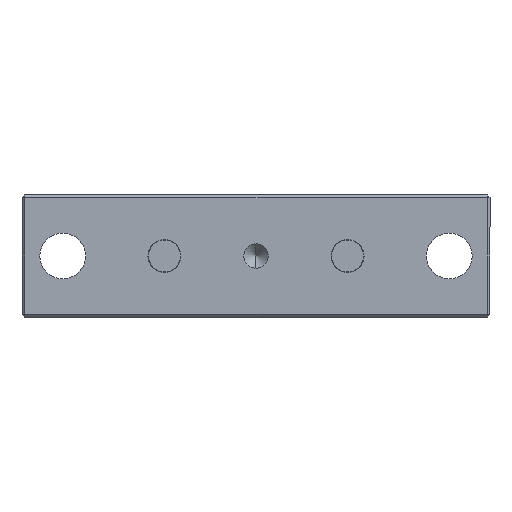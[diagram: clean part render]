
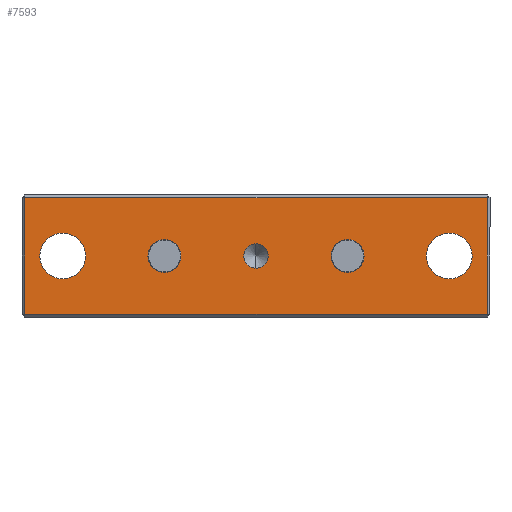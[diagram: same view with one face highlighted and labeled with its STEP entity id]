
A CAD part, front view. The second image highlights one B-rep face of the part: STEP entity #7593.
In plain terms, the highlighted planar face has unit normal (0, -1, 0).
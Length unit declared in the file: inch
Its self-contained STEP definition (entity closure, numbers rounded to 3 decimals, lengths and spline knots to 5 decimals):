
#84 = EDGE_LOOP ( 'NONE', ( #2199, #1900 ) ) ;
#90 = VECTOR ( 'NONE', #3902, 39.37008 ) ;
#109 = CARTESIAN_POINT ( 'NONE',  ( 0.74803, -0.55118, 0. ) ) ;
#123 = VERTEX_POINT ( 'NONE', #1989 ) ;
#209 = DIRECTION ( 'NONE',  ( -1., 0., 0. ) ) ;
#373 = DIRECTION ( 'NONE',  ( 0., 1., 0. ) ) ;
#389 = CIRCLE ( 'NONE', #6515, 0.0885 ) ;
#415 = ORIENTED_EDGE ( 'NONE', *, *, #5054, .T. ) ;
#470 = CARTESIAN_POINT ( 'NONE',  ( -0.74803, -0.55118, 0. ) ) ;
#530 = AXIS2_PLACEMENT_3D ( 'NONE', #3624, #8476, #4329 ) ;
#585 = EDGE_CURVE ( 'NONE', #4843, #7770, #1314, .T. ) ;
#806 = DIRECTION ( 'NONE',  ( -1., 0., 0. ) ) ;
#812 = EDGE_CURVE ( 'NONE', #4970, #1303, #2051, .T. ) ;
#821 = EDGE_LOOP ( 'NONE', ( #2011, #415 ) ) ;
#855 = AXIS2_PLACEMENT_3D ( 'NONE', #3520, #8368, #4228 ) ;
#882 = EDGE_CURVE ( 'NONE', #8191, #5036, #389, .T. ) ;
#934 = AXIS2_PLACEMENT_3D ( 'NONE', #8514, #4366, #209 ) ;
#979 = ORIENTED_EDGE ( 'NONE', *, *, #585, .T. ) ;
#1026 = CARTESIAN_POINT ( 'NONE',  ( 0.90551, -0.55118, 0. ) ) ;
#1131 = AXIS2_PLACEMENT_3D ( 'NONE', #4530, #373, #5217 ) ;
#1174 = DIRECTION ( 'NONE',  ( -1., 0., 0. ) ) ;
#1210 = FACE_BOUND ( 'NONE', #4310, .T. ) ;
#1303 = VERTEX_POINT ( 'NONE', #5925 ) ;
#1314 = CIRCLE ( 'NONE', #5933, 0.0885 ) ;
#1413 = FACE_BOUND ( 'NONE', #821, .T. ) ;
#1490 = DIRECTION ( 'NONE',  ( 0., 1., 0. ) ) ;
#1583 = VERTEX_POINT ( 'NONE', #6298 ) ;
#1720 = ORIENTED_EDGE ( 'NONE', *, *, #8254, .T. ) ;
#1723 = DIRECTION ( 'NONE',  ( 0., 0., -1. ) ) ;
#1746 = CIRCLE ( 'NONE', #1131, 0.0885 ) ;
#1797 = ORIENTED_EDGE ( 'NONE', *, *, #6451, .T. ) ;
#1865 = EDGE_CURVE ( 'NONE', #7770, #4843, #1746, .T. ) ;
#1900 = ORIENTED_EDGE ( 'NONE', *, *, #8294, .T. ) ;
#1903 = CIRCLE ( 'NONE', #530, 0.06382 ) ;
#1989 = CARTESIAN_POINT ( 'NONE',  ( 0.89551, -0.55118, 0.22622 ) ) ;
#2009 = DIRECTION ( 'NONE',  ( 0., 1., 0. ) ) ;
#2011 = ORIENTED_EDGE ( 'NONE', *, *, #882, .T. ) ;
#2051 = CIRCLE ( 'NONE', #2781, 0.04688 ) ;
#2199 = ORIENTED_EDGE ( 'NONE', *, *, #8837, .T. ) ;
#2386 = PLANE ( 'NONE',  #2935 ) ;
#2526 = ORIENTED_EDGE ( 'NONE', *, *, #3045, .T. ) ;
#2672 = VERTEX_POINT ( 'NONE', #8894 ) ;
#2757 = CARTESIAN_POINT ( 'NONE',  ( 0.65953, -0.55118, 0. ) ) ;
#2781 = AXIS2_PLACEMENT_3D ( 'NONE', #6966, #2824, #7669 ) ;
#2824 = DIRECTION ( 'NONE',  ( 0., 1., 0. ) ) ;
#2838 = VECTOR ( 'NONE', #4507, 39.37008 ) ;
#2935 = AXIS2_PLACEMENT_3D ( 'NONE', #1026, #5872, #1723 ) ;
#3042 = FACE_BOUND ( 'NONE', #5998, .T. ) ;
#3045 = EDGE_CURVE ( 'NONE', #8178, #1583, #7112, .T. ) ;
#3287 = CARTESIAN_POINT ( 'NONE',  ( 0.89551, -0.55118, -0.22622 ) ) ;
#3357 = CARTESIAN_POINT ( 'NONE',  ( -0.29051, -0.55118, 0. ) ) ;
#3399 = CARTESIAN_POINT ( 'NONE',  ( -0.35433, -0.55118, 0. ) ) ;
#3520 = CARTESIAN_POINT ( 'NONE',  ( 0., -0.55118, 0. ) ) ;
#3538 = CARTESIAN_POINT ( 'NONE',  ( 0.90551, -0.55118, 0.22622 ) ) ;
#3624 = CARTESIAN_POINT ( 'NONE',  ( 0.35433, -0.55118, 0. ) ) ;
#3645 = AXIS2_PLACEMENT_3D ( 'NONE', #5638, #1490, #6334 ) ;
#3715 = CARTESIAN_POINT ( 'NONE',  ( -0.65953, -0.55118, 0. ) ) ;
#3803 = LINE ( 'NONE', #8030, #90 ) ;
#3809 = CARTESIAN_POINT ( 'NONE',  ( 0.89551, -0.55118, 0. ) ) ;
#3841 = AXIS2_PLACEMENT_3D ( 'NONE', #6149, #2009, #6854 ) ;
#3902 = DIRECTION ( 'NONE',  ( 0., 0., -1. ) ) ;
#3961 = LINE ( 'NONE', #8463, #7626 ) ;
#4078 = ORIENTED_EDGE ( 'NONE', *, *, #7497, .T. ) ;
#4106 = CIRCLE ( 'NONE', #3645, 0.06382 ) ;
#4122 = DIRECTION ( 'NONE',  ( -1., 0., 0. ) ) ;
#4158 = CARTESIAN_POINT ( 'NONE',  ( -0.89551, -0.55118, -0.22622 ) ) ;
#4228 = DIRECTION ( 'NONE',  ( 0., 0., -1. ) ) ;
#4237 = DIRECTION ( 'NONE',  ( -1., 0., 0. ) ) ;
#4310 = EDGE_LOOP ( 'NONE', ( #7436, #1720 ) ) ;
#4316 = DIRECTION ( 'NONE',  ( 1., 0., 0. ) ) ;
#4329 = DIRECTION ( 'NONE',  ( -1., 0., 0. ) ) ;
#4360 = CARTESIAN_POINT ( 'NONE',  ( 0.29051, -0.55118, 0. ) ) ;
#4366 = DIRECTION ( 'NONE',  ( 0., 1., 0. ) ) ;
#4507 = DIRECTION ( 'NONE',  ( 0., 0., 1. ) ) ;
#4530 = CARTESIAN_POINT ( 'NONE',  ( -0.74803, -0.55118, 0. ) ) ;
#4701 = LINE ( 'NONE', #3809, #2838 ) ;
#4843 = VERTEX_POINT ( 'NONE', #7585 ) ;
#4888 = FACE_BOUND ( 'NONE', #84, .T. ) ;
#4970 = VERTEX_POINT ( 'NONE', #5608 ) ;
#4971 = CIRCLE ( 'NONE', #855, 0.04688 ) ;
#4982 = DIRECTION ( 'NONE',  ( 0., 1., 0. ) ) ;
#5007 = CARTESIAN_POINT ( 'NONE',  ( 0.83653, -0.55118, 0. ) ) ;
#5036 = VERTEX_POINT ( 'NONE', #5007 ) ;
#5054 = EDGE_CURVE ( 'NONE', #5036, #8191, #5639, .T. ) ;
#5217 = DIRECTION ( 'NONE',  ( -1., 0., 0. ) ) ;
#5242 = EDGE_CURVE ( 'NONE', #7198, #7541, #3803, .T. ) ;
#5277 = EDGE_LOOP ( 'NONE', ( #979, #7989 ) ) ;
#5311 = DIRECTION ( 'NONE',  ( 0., 1., 0. ) ) ;
#5473 = AXIS2_PLACEMENT_3D ( 'NONE', #3399, #8257, #4122 ) ;
#5608 = CARTESIAN_POINT ( 'NONE',  ( 0., -0.55118, -0.04688 ) ) ;
#5620 = ORIENTED_EDGE ( 'NONE', *, *, #5242, .T. ) ;
#5638 = CARTESIAN_POINT ( 'NONE',  ( 0.35433, -0.55118, 0. ) ) ;
#5639 = CIRCLE ( 'NONE', #934, 0.0885 ) ;
#5687 = CARTESIAN_POINT ( 'NONE',  ( -0.89551, -0.55118, 0.22622 ) ) ;
#5872 = DIRECTION ( 'NONE',  ( 0., -1., 0. ) ) ;
#5925 = CARTESIAN_POINT ( 'NONE',  ( 0., -0.55118, 0.04688 ) ) ;
#5933 = AXIS2_PLACEMENT_3D ( 'NONE', #470, #5311, #1174 ) ;
#5939 = VERTEX_POINT ( 'NONE', #3287 ) ;
#5998 = EDGE_LOOP ( 'NONE', ( #8425, #2526 ) ) ;
#6149 = CARTESIAN_POINT ( 'NONE',  ( -0.35433, -0.55118, 0. ) ) ;
#6298 = CARTESIAN_POINT ( 'NONE',  ( -0.41815, -0.55118, 0. ) ) ;
#6334 = DIRECTION ( 'NONE',  ( -1., 0., 0. ) ) ;
#6451 = EDGE_CURVE ( 'NONE', #7541, #5939, #3961, .T. ) ;
#6515 = AXIS2_PLACEMENT_3D ( 'NONE', #109, #4982, #806 ) ;
#6751 = EDGE_CURVE ( 'NONE', #5939, #123, #4701, .T. ) ;
#6854 = DIRECTION ( 'NONE',  ( -1., 0., 0. ) ) ;
#6966 = CARTESIAN_POINT ( 'NONE',  ( 0., -0.55118, 0. ) ) ;
#7112 = CIRCLE ( 'NONE', #5473, 0.06382 ) ;
#7117 = CIRCLE ( 'NONE', #3841, 0.06382 ) ;
#7198 = VERTEX_POINT ( 'NONE', #5687 ) ;
#7210 = EDGE_LOOP ( 'NONE', ( #8061, #4078, #5620, #1797 ) ) ;
#7232 = VERTEX_POINT ( 'NONE', #4360 ) ;
#7436 = ORIENTED_EDGE ( 'NONE', *, *, #812, .T. ) ;
#7497 = EDGE_CURVE ( 'NONE', #123, #7198, #8693, .T. ) ;
#7541 = VERTEX_POINT ( 'NONE', #4158 ) ;
#7585 = CARTESIAN_POINT ( 'NONE',  ( -0.83653, -0.55118, 0. ) ) ;
#7593 = ADVANCED_FACE ( 'NONE', ( #1413, #8574, #4888, #3042, #1210, #8351 ), #2386, .T. ) ;
#7626 = VECTOR ( 'NONE', #4316, 39.37008 ) ;
#7669 = DIRECTION ( 'NONE',  ( 0., 0., -1. ) ) ;
#7702 = VECTOR ( 'NONE', #4237, 39.37008 ) ;
#7770 = VERTEX_POINT ( 'NONE', #3715 ) ;
#7989 = ORIENTED_EDGE ( 'NONE', *, *, #1865, .T. ) ;
#8030 = CARTESIAN_POINT ( 'NONE',  ( -0.89551, -0.55118, 0. ) ) ;
#8061 = ORIENTED_EDGE ( 'NONE', *, *, #6751, .T. ) ;
#8081 = EDGE_CURVE ( 'NONE', #1583, #8178, #7117, .T. ) ;
#8178 = VERTEX_POINT ( 'NONE', #3357 ) ;
#8191 = VERTEX_POINT ( 'NONE', #2757 ) ;
#8254 = EDGE_CURVE ( 'NONE', #1303, #4970, #4971, .T. ) ;
#8257 = DIRECTION ( 'NONE',  ( 0., 1., 0. ) ) ;
#8294 = EDGE_CURVE ( 'NONE', #2672, #7232, #4106, .T. ) ;
#8351 = FACE_OUTER_BOUND ( 'NONE', #7210, .T. ) ;
#8368 = DIRECTION ( 'NONE',  ( 0., 1., 0. ) ) ;
#8425 = ORIENTED_EDGE ( 'NONE', *, *, #8081, .T. ) ;
#8463 = CARTESIAN_POINT ( 'NONE',  ( 0.90551, -0.55118, -0.22622 ) ) ;
#8476 = DIRECTION ( 'NONE',  ( 0., 1., 0. ) ) ;
#8514 = CARTESIAN_POINT ( 'NONE',  ( 0.74803, -0.55118, 0. ) ) ;
#8574 = FACE_BOUND ( 'NONE', #5277, .T. ) ;
#8693 = LINE ( 'NONE', #3538, #7702 ) ;
#8837 = EDGE_CURVE ( 'NONE', #7232, #2672, #1903, .T. ) ;
#8894 = CARTESIAN_POINT ( 'NONE',  ( 0.41815, -0.55118, 0. ) ) ;
